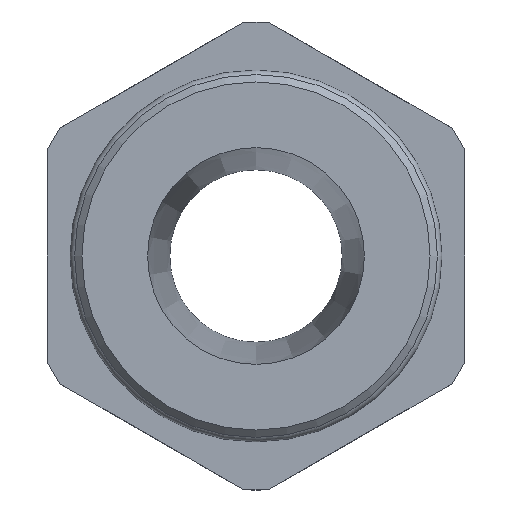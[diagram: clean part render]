
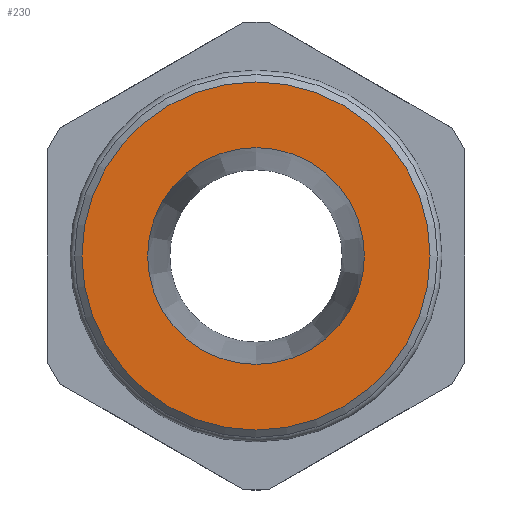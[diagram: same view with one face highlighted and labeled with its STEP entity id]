
A CAD part, left-side view. The second image highlights one B-rep face of the part: STEP entity #230.
In plain terms, the highlighted planar face has unit normal (-1, 0, 0).
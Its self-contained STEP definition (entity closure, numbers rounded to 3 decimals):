
#230 = ADVANCED_FACE( '', ( #485, #486 ), #487, .T. );
#485 = FACE_BOUND( '', #754, .T. );
#486 = FACE_OUTER_BOUND( '', #755, .T. );
#487 = PLANE( '', #756 );
#754 = EDGE_LOOP( '', ( #1368 ) );
#755 = EDGE_LOOP( '', ( #1369 ) );
#756 = AXIS2_PLACEMENT_3D( '', #1370, #1371, #1372 );
#1368 = ORIENTED_EDGE( '', *, *, #1672, .T. );
#1369 = ORIENTED_EDGE( '', *, *, #1743, .F. );
#1370 = CARTESIAN_POINT( '', ( 0., 19.19, 0. ) );
#1371 = DIRECTION( '', ( -1., 0., 0. ) );
#1372 = DIRECTION( '', ( 0., 0., 1. ) );
#1672 = EDGE_CURVE( '', #2037, #2037, #2038, .T. );
#1743 = EDGE_CURVE( '', #2128, #2128, #2129, .T. );
#2037 = VERTEX_POINT( '', #2582 );
#2038 = CIRCLE( '', #2583, 11.947 );
#2128 = VERTEX_POINT( '', #2746 );
#2129 = CIRCLE( '', #2747, 19.19 );
#2582 = CARTESIAN_POINT( '', ( 0., 0., -11.947 ) );
#2583 = AXIS2_PLACEMENT_3D( '', #3014, #3015, #3016 );
#2746 = CARTESIAN_POINT( '', ( 0., 0., -19.19 ) );
#2747 = AXIS2_PLACEMENT_3D( '', #3083, #3084, #3085 );
#3014 = CARTESIAN_POINT( '', ( 0., 0., 0. ) );
#3015 = DIRECTION( '', ( 1., 0., 0. ) );
#3016 = DIRECTION( '', ( 0., 0., -1. ) );
#3083 = CARTESIAN_POINT( '', ( 0., 0., 0. ) );
#3084 = DIRECTION( '', ( 1., 0., 0. ) );
#3085 = DIRECTION( '', ( 0., 0., -1. ) );
